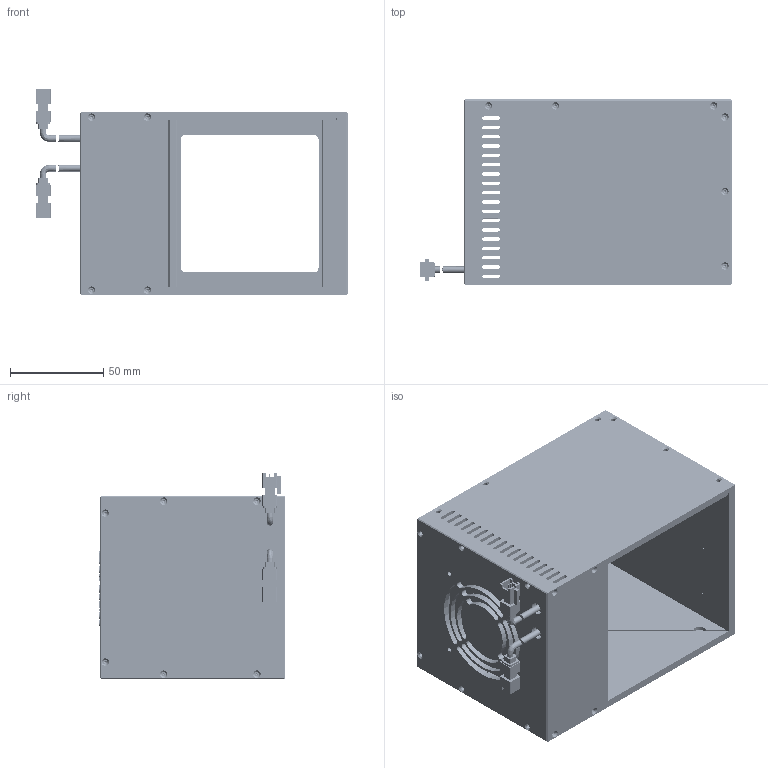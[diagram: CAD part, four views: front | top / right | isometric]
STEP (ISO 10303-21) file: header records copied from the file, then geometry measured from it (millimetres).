
FILE_DESCRIPTION (( 'STEP AP214' ), '1' );
FILE_NAME ('蓝色同轴光源 有效发光面 9291mm.STEP', '2019-01-31T07:34:53', ( 'user' ), ( '微软中国' ), 'SwSTEP 2.0', 'SolidWorks 2016', '' );
FILE_SCHEMA (( 'AUTOMOTIVE_DESIGN' ));
Length unit declared in the file: millimetre
Products named in the file (1): 蓝色同轴光源 有效发光面 9291mm
Bounding box: 168 x 99.7 x 110.5 mm (x, y, z)
Volume: 274829.4 mm3; surface area: 199654.6 mm2
Topology: 22 solids, 22 shells, 4262 faces, 10094 edges, 5892 vertices
Faces by surface type: cylinder 2251, bspline 989, plane 906, cone 116
Entity records: 174384 total; most frequent: CARTESIAN_POINT 34306, DIRECTION 21072, ORIENTED_EDGE 18228, EDGE_CURVE 9114, AXIS2_PLACEMENT_3D 8806, VERTEX_POINT 5892, CIRCLE 5532, EDGE_LOOP 5434
